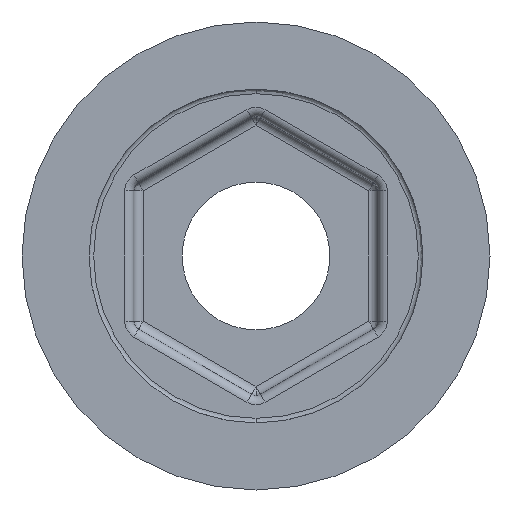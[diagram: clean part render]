
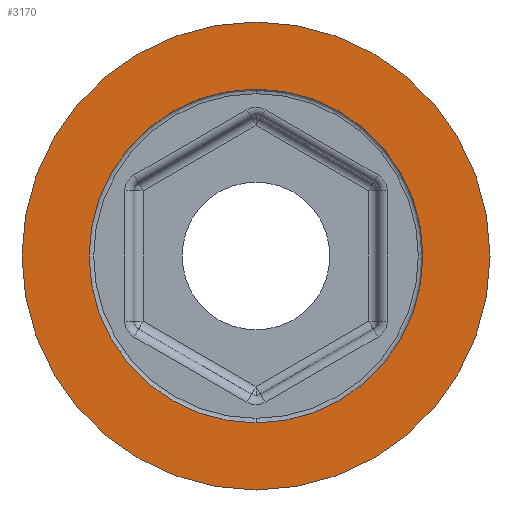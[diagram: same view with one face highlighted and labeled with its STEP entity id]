
A CAD part, left-side view. The second image highlights one B-rep face of the part: STEP entity #3170.
In plain terms, the highlighted planar face has unit normal (-1, 0, 0).
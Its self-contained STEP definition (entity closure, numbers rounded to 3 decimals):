
#132=CARTESIAN_POINT('',(0.0,1.095,0.0));
#133=VERTEX_POINT('',#132);
#158=CARTESIAN_POINT('',(0.0,-1.095,0.));
#159=VERTEX_POINT('',#158);
#166=CARTESIAN_POINT('',(0.0,0.0,0.0));
#167=DIRECTION('',(1.0,0.0,0.0));
#168=DIRECTION('',(0.0,1.0,0.0));
#169=AXIS2_PLACEMENT_3D('',#166,#167,#168);
#170=CIRCLE('',#169,1.095);
#171=EDGE_CURVE('',#133,#159,#170,.T.);
#334=CARTESIAN_POINT('',(0.0,1.535,0.0));
#335=VERTEX_POINT('',#334);
#360=CARTESIAN_POINT('',(0.,-1.535,0.));
#361=VERTEX_POINT('',#360);
#368=CARTESIAN_POINT('',(0.0,0.0,0.0));
#369=DIRECTION('',(1.0,0.0,0.0));
#370=DIRECTION('',(0.0,1.0,0.0));
#371=AXIS2_PLACEMENT_3D('',#368,#369,#370);
#372=CIRCLE('',#371,1.535);
#373=EDGE_CURVE('',#361,#335,#372,.T.);
#3045=CARTESIAN_POINT('',(0.0,0.0,0.0));
#3046=DIRECTION('',(1.0,0.0,0.0));
#3047=DIRECTION('',(0.0,1.0,0.0));
#3048=AXIS2_PLACEMENT_3D('',#3045,#3046,#3047);
#3049=CIRCLE('',#3048,1.535);
#3050=EDGE_CURVE('',#335,#361,#3049,.T.);
#3144=CARTESIAN_POINT('',(0.0,0.0,0.0));
#3145=DIRECTION('',(1.0,0.0,0.0));
#3146=DIRECTION('',(0.0,1.0,0.0));
#3147=AXIS2_PLACEMENT_3D('',#3144,#3145,#3146);
#3148=CIRCLE('',#3147,1.095);
#3149=EDGE_CURVE('',#159,#133,#3148,.T.);
#3157=CARTESIAN_POINT('',(0.0,1.315,0.0));
#3158=DIRECTION('',(-1.0,0.0,0.0));
#3159=DIRECTION('',(0.0,0.0,1.0));
#3160=AXIS2_PLACEMENT_3D('',#3157,#3158,#3159);
#3161=PLANE('',#3160);
#3162=ORIENTED_EDGE('',*,*,#3050,.F.);
#3163=ORIENTED_EDGE('',*,*,#373,.F.);
#3164=EDGE_LOOP('',(#3162,#3163));
#3165=FACE_OUTER_BOUND('',#3164,.T.);
#3166=ORIENTED_EDGE('',*,*,#171,.T.);
#3167=ORIENTED_EDGE('',*,*,#3149,.T.);
#3168=EDGE_LOOP('',(#3166,#3167));
#3169=FACE_BOUND('',#3168,.T.);
#3170=ADVANCED_FACE('',(#3165,#3169),#3161,.T.);
